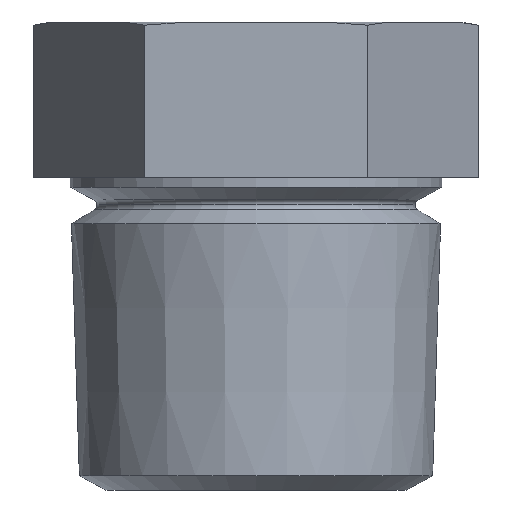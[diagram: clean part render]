
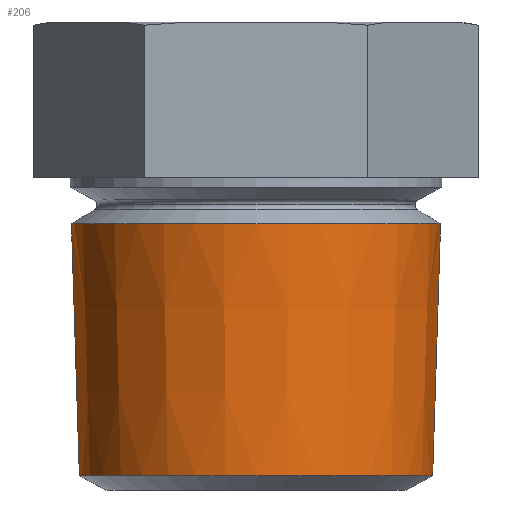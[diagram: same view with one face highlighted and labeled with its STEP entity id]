
A CAD part, front view. The second image highlights one B-rep face of the part: STEP entity #206.
In plain terms, the highlighted conical face has half-angle 1.8 degrees and reference radius 6.4 mm.
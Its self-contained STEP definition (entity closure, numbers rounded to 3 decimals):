
#11 = VERTEX_POINT ( 'NONE', #319 ) ;
#28 = VERTEX_POINT ( 'NONE', #413 ) ;
#49 = EDGE_CURVE ( 'NONE', #11, #28, #284, .T. ) ;
#65 = EDGE_CURVE ( 'NONE', #143, #220, #389, .T. ) ;
#143 = VERTEX_POINT ( 'NONE', #644 ) ;
#206 = ADVANCED_FACE ( 'NONE', ( #807 ), #768, .T. ) ;
#207 = EDGE_LOOP ( 'NONE', ( #208, #209, #211, #212 ) ) ;
#208 = ORIENTED_EDGE ( 'NONE', *, *, #49, .F. ) ;
#209 = ORIENTED_EDGE ( 'NONE', *, *, #210, .T. ) ;
#210 = EDGE_CURVE ( 'NONE', #11, #143, #895, .T. ) ;
#211 = ORIENTED_EDGE ( 'NONE', *, *, #65, .T. ) ;
#212 = ORIENTED_EDGE ( 'NONE', *, *, #213, .F. ) ;
#213 = EDGE_CURVE ( 'NONE', #28, #220, #763, .T. ) ;
#220 = VERTEX_POINT ( 'NONE', #860 ) ;
#282 = VECTOR ( 'NONE', #411, 1000. ) ;
#283 = CARTESIAN_POINT ( 'NONE',  ( -6.4, 0., -8.5 ) ) ;
#284 = LINE ( 'NONE', #283, #282 ) ;
#319 = CARTESIAN_POINT ( 'NONE',  ( -6.416, 0., -7.982 ) ) ;
#386 = DIRECTION ( 'NONE',  ( 0.031, 0., 1. ) ) ;
#387 = VECTOR ( 'NONE', #386, 1000. ) ;
#388 = CARTESIAN_POINT ( 'NONE',  ( 6.4, 0., -8.5 ) ) ;
#389 = LINE ( 'NONE', #388, #387 ) ;
#411 = DIRECTION ( 'NONE',  ( -0.031, 0., 1. ) ) ;
#413 = CARTESIAN_POINT ( 'NONE',  ( -6.704, 0., 1.164 ) ) ;
#644 = CARTESIAN_POINT ( 'NONE',  ( 6.416, 0., -7.982 ) ) ;
#762 = AXIS2_PLACEMENT_3D ( 'NONE', #814, #813, #812 ) ;
#763 = CIRCLE ( 'NONE', #762, 6.704 ) ;
#764 = DIRECTION ( 'NONE',  ( 1., 0., 0. ) ) ;
#765 = DIRECTION ( 'NONE',  ( 0., 0., 1. ) ) ;
#766 = AXIS2_PLACEMENT_3D ( 'NONE', #896, #765, #764 ) ;
#767 = AXIS2_PLACEMENT_3D ( 'NONE', #799, #798, #897 ) ;
#768 = CONICAL_SURFACE ( 'NONE', #767, 6.4, 0.031 ) ;
#798 = DIRECTION ( 'NONE',  ( 0., 0., 1. ) ) ;
#799 = CARTESIAN_POINT ( 'NONE',  ( 0., 0., -8.5 ) ) ;
#807 = FACE_OUTER_BOUND ( 'NONE', #207, .T. ) ;
#812 = DIRECTION ( 'NONE',  ( 1., 0., 0. ) ) ;
#813 = DIRECTION ( 'NONE',  ( 0., 0., 1. ) ) ;
#814 = CARTESIAN_POINT ( 'NONE',  ( 0., 0., 1.164 ) ) ;
#860 = CARTESIAN_POINT ( 'NONE',  ( 6.704, 0., 1.164 ) ) ;
#895 = CIRCLE ( 'NONE', #766, 6.416 ) ;
#896 = CARTESIAN_POINT ( 'NONE',  ( 0., 0., -7.982 ) ) ;
#897 = DIRECTION ( 'NONE',  ( 1., 0., 0. ) ) ;
